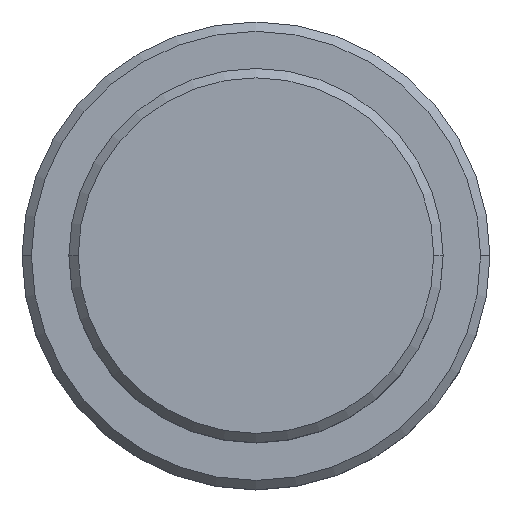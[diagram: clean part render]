
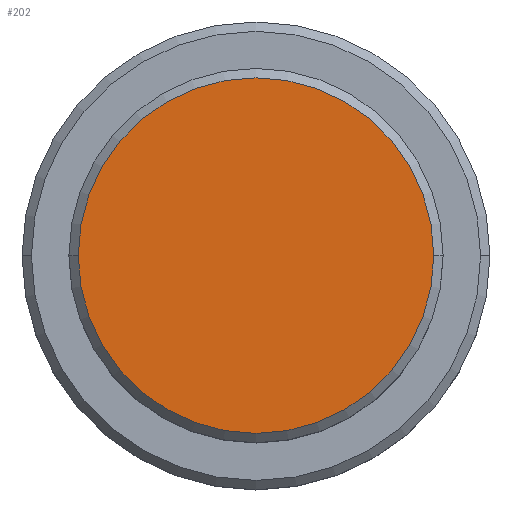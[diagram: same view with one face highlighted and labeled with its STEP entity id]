
A CAD part, top view. The second image highlights one B-rep face of the part: STEP entity #202.
In plain terms, the highlighted planar face has unit normal (0, 0, 1).
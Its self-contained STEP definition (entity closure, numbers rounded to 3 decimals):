
#11 = CARTESIAN_POINT ( 'NONE',  ( 0., 0., 0. ) ) ;
#35 = FACE_OUTER_BOUND ( 'NONE', #176, .T. ) ;
#102 = DIRECTION ( 'NONE',  ( 0., 0., 1. ) ) ;
#121 = CIRCLE ( 'NONE', #842, 9.5 ) ;
#159 = CIRCLE ( 'NONE', #249, 9.5 ) ;
#176 = EDGE_LOOP ( 'NONE', ( #730, #849 ) ) ;
#202 = ADVANCED_FACE ( 'NONE', ( #35 ), #767, .T. ) ;
#227 = DIRECTION ( 'NONE',  ( 1., 0., 0. ) ) ;
#229 = CARTESIAN_POINT ( 'NONE',  ( 0., 0., 0. ) ) ;
#249 = AXIS2_PLACEMENT_3D ( 'NONE', #1311, #444, #227 ) ;
#263 = VERTEX_POINT ( 'NONE', #600 ) ;
#330 = DIRECTION ( 'NONE',  ( 1., 0., 0. ) ) ;
#444 = DIRECTION ( 'NONE',  ( 0., 0., 1. ) ) ;
#600 = CARTESIAN_POINT ( 'NONE',  ( -9.5, 0., 0. ) ) ;
#621 = EDGE_CURVE ( 'NONE', #263, #1154, #159, .T. ) ;
#730 = ORIENTED_EDGE ( 'NONE', *, *, #621, .T. ) ;
#767 = PLANE ( 'NONE',  #1091 ) ;
#842 = AXIS2_PLACEMENT_3D ( 'NONE', #11, #102, #330 ) ;
#849 = ORIENTED_EDGE ( 'NONE', *, *, #1158, .T. ) ;
#889 = DIRECTION ( 'NONE',  ( 0., 0., 1. ) ) ;
#1087 = CARTESIAN_POINT ( 'NONE',  ( 9.5, 0., 0. ) ) ;
#1091 = AXIS2_PLACEMENT_3D ( 'NONE', #229, #889, #1099 ) ;
#1099 = DIRECTION ( 'NONE',  ( 1., 0., 0. ) ) ;
#1154 = VERTEX_POINT ( 'NONE', #1087 ) ;
#1158 = EDGE_CURVE ( 'NONE', #1154, #263, #121, .T. ) ;
#1311 = CARTESIAN_POINT ( 'NONE',  ( 0., 0., 0. ) ) ;
